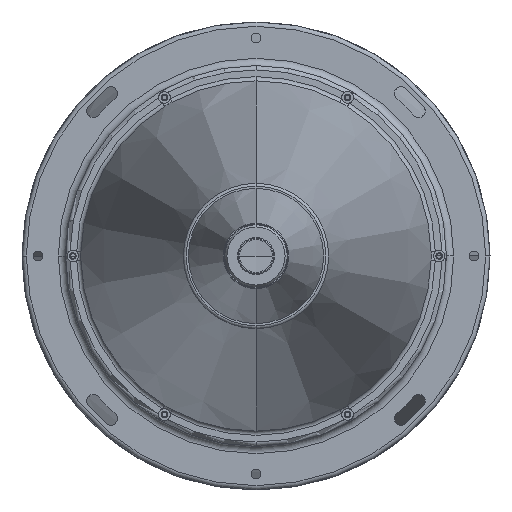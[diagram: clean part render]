
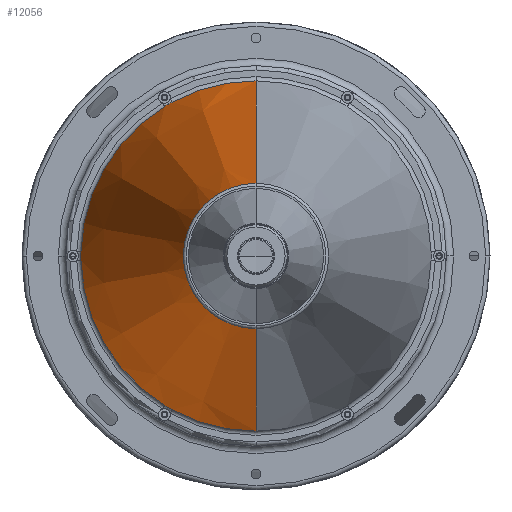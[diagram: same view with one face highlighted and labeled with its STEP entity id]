
A CAD part, left-side view. The second image highlights one B-rep face of the part: STEP entity #12056.
In plain terms, the highlighted conical face has half-angle 12.513 degrees and reference radius 121 mm.
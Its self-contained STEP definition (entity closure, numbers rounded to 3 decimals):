
#88 = EDGE_CURVE ( 'NONE', #9639, #7483, #10192, .T. ) ;
#402 = CARTESIAN_POINT ( 'NONE',  ( 522.966, 58.561, -105.311 ) ) ;
#411 = ORIENTED_EDGE ( 'NONE', *, *, #7678, .F. ) ;
#412 = VERTEX_POINT ( 'NONE', #12347 ) ;
#619 = CARTESIAN_POINT ( 'NONE',  ( 523.176, 61.098, 103.912 ) ) ;
#840 = CARTESIAN_POINT ( 'NONE',  ( 522.883, 120.455, 2.449 ) ) ;
#878 = DIRECTION ( 'NONE',  ( 0., 0., -1. ) ) ;
#1023 = AXIS2_PLACEMENT_3D ( 'NONE', #4874, #12041, #5986 ) ;
#1346 = LINE ( 'NONE', #12346, #4100 ) ;
#1437 = CARTESIAN_POINT ( 'NONE',  ( 522.883, 57.673, -105.778 ) ) ;
#1601 = CARTESIAN_POINT ( 'NONE',  ( 522.883, 57.673, 105.778 ) ) ;
#1653 = CARTESIAN_POINT ( 'NONE',  ( 522.966, 61.921, 103.371 ) ) ;
#1966 = B_SPLINE_CURVE_WITH_KNOTS ( 'NONE', 3,
 ( #1601, #8742, #4717, #11852, #5742, #12907, #6768, #619, #7756, #1653, #8788, #2698 ),
 .UNSPECIFIED., .F., .F.,
 ( 4, 2, 2, 2, 2, 4 ),
 ( 0., 0.001, 0.003, 0.004, 0.004, 0.006 ),
 .UNSPECIFIED. ) ;
#1982 = EDGE_CURVE ( 'NONE', #10812, #3840, #7644, .T. ) ;
#2071 = ORIENTED_EDGE ( 'NONE', *, *, #88, .T. ) ;
#2233 = B_SPLINE_CURVE_WITH_KNOTS ( 'NONE', 3,
 ( #7503, #4445, #3468, #10623, #4496, #11638, #5528, #12675, #6548, #402, #7546, #1437 ),
 .UNSPECIFIED., .F., .F.,
 ( 4, 2, 2, 2, 2, 4 ),
 ( 0., 0.001, 0.003, 0.004, 0.004, 0.006 ),
 .UNSPECIFIED. ) ;
#2300 = ORIENTED_EDGE ( 'NONE', *, *, #2427, .T. ) ;
#2394 = CARTESIAN_POINT ( 'NONE',  ( 522.883, 57.673, 105.778 ) ) ;
#2427 = EDGE_CURVE ( 'NONE', #12757, #3922, #4005, .T. ) ;
#2688 = CARTESIAN_POINT ( 'NONE',  ( 522.883, 120.443, -2.943 ) ) ;
#2698 = CARTESIAN_POINT ( 'NONE',  ( 522.883, 62.77, 102.835 ) ) ;
#3162 = CARTESIAN_POINT ( 'NONE',  ( 522.883, 0., 0. ) ) ;
#3468 = CARTESIAN_POINT ( 'NONE',  ( 522.962, 61.943, -103.357 ) ) ;
#3840 = VERTEX_POINT ( 'NONE', #6632 ) ;
#3922 = VERTEX_POINT ( 'NONE', #12123 ) ;
#4005 = CIRCLE ( 'NONE', #7193, 50. ) ;
#4100 = VECTOR ( 'NONE', #8288, 1000. ) ;
#4105 = ORIENTED_EDGE ( 'NONE', *, *, #11829, .T. ) ;
#4198 = DIRECTION ( 'NONE',  ( 0., 0., -1. ) ) ;
#4246 = ORIENTED_EDGE ( 'NONE', *, *, #10981, .T. ) ;
#4270 = CIRCLE ( 'NONE', #7057, 120.478 ) ;
#4445 = CARTESIAN_POINT ( 'NONE',  ( 522.883, 62.348, -103.092 ) ) ;
#4463 = VERTEX_POINT ( 'NONE', #6040 ) ;
#4468 = DIRECTION ( 'NONE',  ( 0.976, 0., 0.217 ) ) ;
#4496 = CARTESIAN_POINT ( 'NONE',  ( 523.277, 60.737, -104.151 ) ) ;
#4532 = CARTESIAN_POINT ( 'NONE',  ( 522.966, 120.482, -1.94 ) ) ;
#4649 = FACE_OUTER_BOUND ( 'NONE', #11557, .T. ) ;
#4678 = CARTESIAN_POINT ( 'NONE',  ( 523.277, 120.566, 0.525 ) ) ;
#4717 = CARTESIAN_POINT ( 'NONE',  ( 522.962, 58.538, 105.322 ) ) ;
#4728 = CARTESIAN_POINT ( 'NONE',  ( 522.883, 0., 120.478 ) ) ;
#4861 = EDGE_CURVE ( 'NONE', #10503, #10854, #7795, .T. ) ;
#4874 = CARTESIAN_POINT ( 'NONE',  ( 525.233, 0., 0. ) ) ;
#4894 = LINE ( 'NONE', #10595, #12723 ) ;
#5137 = CARTESIAN_POINT ( 'NONE',  ( 205.304, 0., -50. ) ) ;
#5528 = CARTESIAN_POINT ( 'NONE',  ( 523.259, 59.881, -104.64 ) ) ;
#5661 = DIRECTION ( 'NONE',  ( -1., 0., 0. ) ) ;
#5725 = ORIENTED_EDGE ( 'NONE', *, *, #6036, .T. ) ;
#5742 = CARTESIAN_POINT ( 'NONE',  ( 523.277, 59.829, 104.676 ) ) ;
#5986 = DIRECTION ( 'NONE',  ( 0., 0., -1. ) ) ;
#6036 = EDGE_CURVE ( 'NONE', #4463, #10812, #2233, .T. ) ;
#6040 = CARTESIAN_POINT ( 'NONE',  ( 522.883, 62.77, -102.835 ) ) ;
#6548 = CARTESIAN_POINT ( 'NONE',  ( 523.12, 59.222, -104.979 ) ) ;
#6632 = CARTESIAN_POINT ( 'NONE',  ( 522.883, 0., -120.478 ) ) ;
#6768 = CARTESIAN_POINT ( 'NONE',  ( 523.259, 60.68, 104.179 ) ) ;
#6787 = CIRCLE ( 'NONE', #9865, 120.478 ) ;
#6931 = CARTESIAN_POINT ( 'NONE',  ( 522.883, 120.443, 2.943 ) ) ;
#7057 = AXIS2_PLACEMENT_3D ( 'NONE', #11759, #5661, #12812 ) ;
#7193 = AXIS2_PLACEMENT_3D ( 'NONE', #12351, #11232, #878 ) ;
#7483 = VERTEX_POINT ( 'NONE', #2688 ) ;
#7503 = CARTESIAN_POINT ( 'NONE',  ( 522.883, 62.77, -102.835 ) ) ;
#7546 = CARTESIAN_POINT ( 'NONE',  ( 522.883, 58.119, -105.534 ) ) ;
#7589 = ORIENTED_EDGE ( 'NONE', *, *, #13007, .T. ) ;
#7644 = CIRCLE ( 'NONE', #9964, 120.478 ) ;
#7678 = EDGE_CURVE ( 'NONE', #12757, #3840, #1346, .T. ) ;
#7756 = CARTESIAN_POINT ( 'NONE',  ( 523.12, 61.304, 103.777 ) ) ;
#7795 = CIRCLE ( 'NONE', #9113, 120.478 ) ;
#8132 = EDGE_CURVE ( 'NONE', #412, #9639, #6787, .T. ) ;
#8218 = DIRECTION ( 'NONE',  ( 0., 0., -1. ) ) ;
#8288 = DIRECTION ( 'NONE',  ( 0.976, 0., -0.217 ) ) ;
#8431 = CARTESIAN_POINT ( 'NONE',  ( 522.883, 57.673, -105.778 ) ) ;
#8742 = CARTESIAN_POINT ( 'NONE',  ( 522.883, 58.106, 105.541 ) ) ;
#8771 = CONICAL_SURFACE ( 'NONE', #1023, 121., 0.218 ) ;
#8788 = CARTESIAN_POINT ( 'NONE',  ( 522.883, 62.336, 103.1 ) ) ;
#8894 = ORIENTED_EDGE ( 'NONE', *, *, #8132, .T. ) ;
#8992 = DIRECTION ( 'NONE',  ( 0., 0., -1. ) ) ;
#9026 = CARTESIAN_POINT ( 'NONE',  ( 522.883, 120.455, -2.435 ) ) ;
#9113 = AXIS2_PLACEMENT_3D ( 'NONE', #11386, #10869, #8218 ) ;
#9639 = VERTEX_POINT ( 'NONE', #6931 ) ;
#9737 = CARTESIAN_POINT ( 'NONE',  ( 522.883, 0., 0. ) ) ;
#9741 = CARTESIAN_POINT ( 'NONE',  ( 522.883, 120.443, 2.943 ) ) ;
#9764 = CARTESIAN_POINT ( 'NONE',  ( 522.962, 120.481, 1.966 ) ) ;
#9865 = AXIS2_PLACEMENT_3D ( 'NONE', #3162, #10313, #4198 ) ;
#9933 = CARTESIAN_POINT ( 'NONE',  ( 522.883, 120.443, -2.943 ) ) ;
#9964 = AXIS2_PLACEMENT_3D ( 'NONE', #9737, #11400, #8992 ) ;
#10192 = B_SPLINE_CURVE_WITH_KNOTS ( 'NONE', 3,
 ( #9741, #840, #9764, #11614, #4678, #12667, #12842, #11245, #11681, #4532, #9026, #9933 ),
 .UNSPECIFIED., .F., .F.,
 ( 4, 2, 2, 2, 2, 4 ),
 ( 0., 0.001, 0.003, 0.004, 0.004, 0.006 ),
 .UNSPECIFIED. ) ;
#10313 = DIRECTION ( 'NONE',  ( -1., 0., 0. ) ) ;
#10503 = VERTEX_POINT ( 'NONE', #4728 ) ;
#10595 = CARTESIAN_POINT ( 'NONE',  ( 525.233, 0., 121. ) ) ;
#10623 = CARTESIAN_POINT ( 'NONE',  ( 523.161, 61.138, -103.886 ) ) ;
#10812 = VERTEX_POINT ( 'NONE', #8431 ) ;
#10854 = VERTEX_POINT ( 'NONE', #2394 ) ;
#10869 = DIRECTION ( 'NONE',  ( -1., 0., 0. ) ) ;
#10981 = EDGE_CURVE ( 'NONE', #10854, #412, #1966, .T. ) ;
#11153 = ORIENTED_EDGE ( 'NONE', *, *, #4861, .T. ) ;
#11232 = DIRECTION ( 'NONE',  ( 1., 0., 0. ) ) ;
#11245 = CARTESIAN_POINT ( 'NONE',  ( 523.176, 120.54, -0.956 ) ) ;
#11386 = CARTESIAN_POINT ( 'NONE',  ( 522.883, 0., 0. ) ) ;
#11400 = DIRECTION ( 'NONE',  ( -1., 0., 0. ) ) ;
#11557 = EDGE_LOOP ( 'NONE', ( #2300, #4105, #11153, #4246, #8894, #2071, #7589, #5725, #13182, #411 ) ) ;
#11614 = CARTESIAN_POINT ( 'NONE',  ( 523.161, 120.537, 1.004 ) ) ;
#11638 = CARTESIAN_POINT ( 'NONE',  ( 523.284, 60.101, -104.52 ) ) ;
#11681 = CARTESIAN_POINT ( 'NONE',  ( 523.12, 120.526, -1.202 ) ) ;
#11759 = CARTESIAN_POINT ( 'NONE',  ( 522.883, 0., 0. ) ) ;
#11829 = EDGE_CURVE ( 'NONE', #3922, #10503, #4894, .T. ) ;
#11852 = CARTESIAN_POINT ( 'NONE',  ( 523.161, 59.399, 104.89 ) ) ;
#12041 = DIRECTION ( 'NONE',  ( 1., 0., 0. ) ) ;
#12056 = ADVANCED_FACE ( 'NONE', ( #4649 ), #8771, .T. ) ;
#12123 = CARTESIAN_POINT ( 'NONE',  ( 205.304, 0., 50. ) ) ;
#12346 = CARTESIAN_POINT ( 'NONE',  ( 525.233, 0., -121. ) ) ;
#12347 = CARTESIAN_POINT ( 'NONE',  ( 522.883, 62.77, 102.835 ) ) ;
#12351 = CARTESIAN_POINT ( 'NONE',  ( 205.304, 0., 0. ) ) ;
#12667 = CARTESIAN_POINT ( 'NONE',  ( 523.284, 120.568, -0.212 ) ) ;
#12675 = CARTESIAN_POINT ( 'NONE',  ( 523.176, 59.442, -104.869 ) ) ;
#12723 = VECTOR ( 'NONE', #4468, 1000. ) ;
#12757 = VERTEX_POINT ( 'NONE', #5137 ) ;
#12812 = DIRECTION ( 'NONE',  ( 0., 0., -1. ) ) ;
#12842 = CARTESIAN_POINT ( 'NONE',  ( 523.259, 120.561, -0.461 ) ) ;
#12907 = CARTESIAN_POINT ( 'NONE',  ( 523.284, 60.467, 104.309 ) ) ;
#13007 = EDGE_CURVE ( 'NONE', #7483, #4463, #4270, .T. ) ;
#13182 = ORIENTED_EDGE ( 'NONE', *, *, #1982, .T. ) ;
